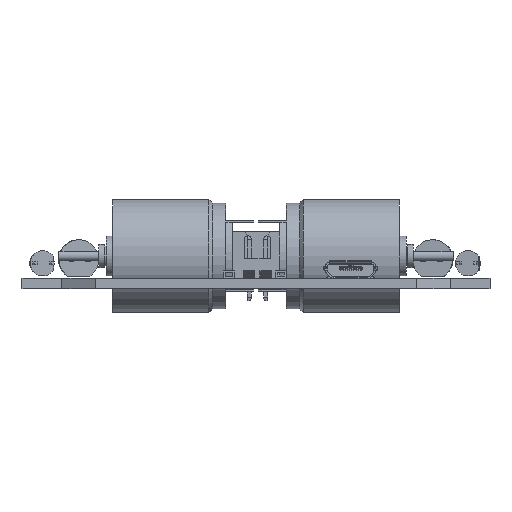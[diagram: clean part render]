
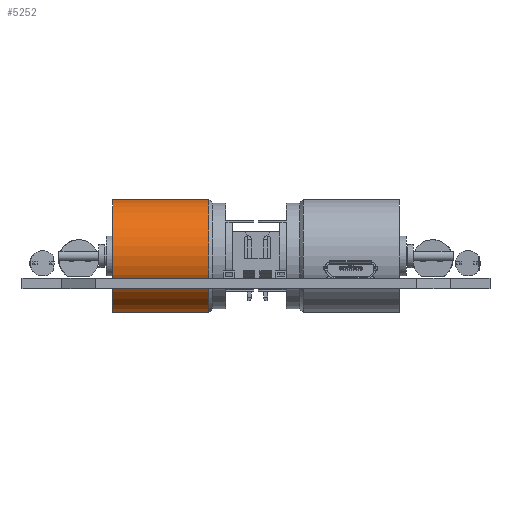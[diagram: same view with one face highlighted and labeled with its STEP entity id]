
A CAD part, front view. The second image highlights one B-rep face of the part: STEP entity #5252.
In plain terms, the highlighted cylindrical face has radius 8.5 mm (diameter 17 mm), a full revolution.
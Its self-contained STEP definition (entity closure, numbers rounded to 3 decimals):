
#5228 = EDGE_CURVE('',#5229,#5229,#5231,.T.);
#5229 = VERTEX_POINT('',#5230);
#5230 = CARTESIAN_POINT('',(8.4,-0.05,3.35));
#5231 = CIRCLE('',#5232,8.5);
#5232 = AXIS2_PLACEMENT_3D('',#5233,#5234,#5235);
#5233 = CARTESIAN_POINT('',(-0.1,-0.05,
    3.35));
#5234 = DIRECTION('',(0.,-1.,0.));
#5235 = DIRECTION('',(1.,0.,0.));
#5252 = ADVANCED_FACE('',(#5253),#5271,.T.);
#5253 = FACE_BOUND('',#5254,.T.);
#5254 = EDGE_LOOP('',(#5255,#5264,#5269,#5270));
#5255 = ORIENTED_EDGE('',*,*,#5256,.T.);
#5256 = EDGE_CURVE('',#5257,#5257,#5259,.T.);
#5257 = VERTEX_POINT('',#5258);
#5258 = CARTESIAN_POINT('',(8.4,14.4,3.35));
#5259 = CIRCLE('',#5260,8.5);
#5260 = AXIS2_PLACEMENT_3D('',#5261,#5262,#5263);
#5261 = CARTESIAN_POINT('',(-0.1,14.4,3.35));
#5262 = DIRECTION('',(0.,-1.,0.));
#5263 = DIRECTION('',(1.,0.,0.));
#5264 = ORIENTED_EDGE('',*,*,#5265,.T.);
#5265 = EDGE_CURVE('',#5257,#5229,#5266,.T.);
#5266 = B_SPLINE_CURVE_WITH_KNOTS('',1,(#5267,#5268),.UNSPECIFIED.,.F.,
  .F.,(2,2),(2.55,17.),.PIECEWISE_BEZIER_KNOTS.);
#5267 = CARTESIAN_POINT('',(8.4,14.4,3.35));
#5268 = CARTESIAN_POINT('',(8.4,-0.05,3.35));
#5269 = ORIENTED_EDGE('',*,*,#5228,.F.);
#5270 = ORIENTED_EDGE('',*,*,#5265,.F.);
#5271 = CYLINDRICAL_SURFACE('',#5272,8.5);
#5272 = AXIS2_PLACEMENT_3D('',#5273,#5274,#5275);
#5273 = CARTESIAN_POINT('',(-0.1,16.95,3.35));
#5274 = DIRECTION('',(0.,-1.,0.));
#5275 = DIRECTION('',(1.,0.,0.));
